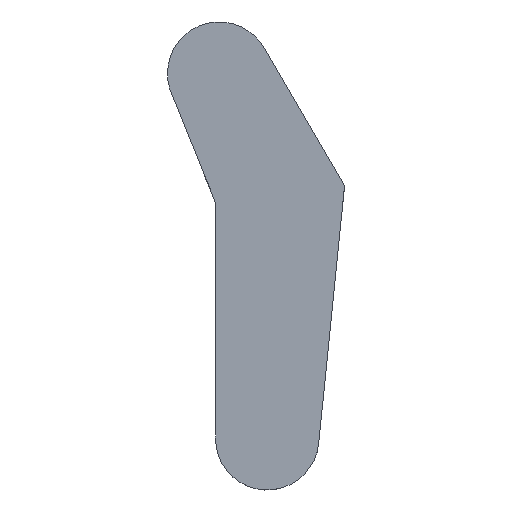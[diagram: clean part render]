
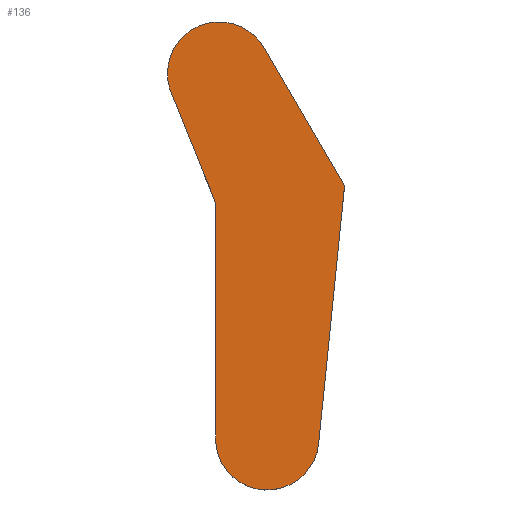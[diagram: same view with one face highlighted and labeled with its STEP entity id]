
A CAD part, top view. The second image highlights one B-rep face of the part: STEP entity #136.
In plain terms, the highlighted planar face has unit normal (0, 0, 1).
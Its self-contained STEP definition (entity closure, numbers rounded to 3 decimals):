
#3 = DIRECTION ( 'NONE',  ( 1., 0., 0. ) ) ;
#6 = CARTESIAN_POINT ( 'NONE',  ( 48.359, 3.647, 5. ) ) ;
#7 = DIRECTION ( 'NONE',  ( 0., 0., 1. ) ) ;
#12 = AXIS2_PLACEMENT_3D ( 'NONE', #90, #259, #68 ) ;
#18 = EDGE_CURVE ( 'NONE', #159, #266, #284, .T. ) ;
#23 = CIRCLE ( 'NONE', #135, 4.5 ) ;
#26 = EDGE_CURVE ( 'NONE', #27, #211, #291, .T. ) ;
#27 = VERTEX_POINT ( 'NONE', #280 ) ;
#34 = DIRECTION ( 'NONE',  ( 0.1, 0.995, 0. ) ) ;
#35 = DIRECTION ( 'NONE',  ( 0., 0., 1. ) ) ;
#36 = LINE ( 'NONE', #53, #275 ) ;
#37 = ORIENTED_EDGE ( 'NONE', *, *, #283, .T. ) ;
#40 = EDGE_CURVE ( 'NONE', #312, #257, #36, .T. ) ;
#53 = CARTESIAN_POINT ( 'NONE',  ( 48.382, 4.096, 5. ) ) ;
#57 = EDGE_CURVE ( 'NONE', #266, #27, #185, .T. ) ;
#61 = FACE_OUTER_BOUND ( 'NONE', #248, .T. ) ;
#68 = DIRECTION ( 'NONE',  ( 1., 0., 0. ) ) ;
#79 = DIRECTION ( 'NONE',  ( 1., 0., 0. ) ) ;
#88 = ORIENTED_EDGE ( 'NONE', *, *, #18, .T. ) ;
#90 = CARTESIAN_POINT ( 'NONE',  ( 52.859, 3.647, 5. ) ) ;
#98 = CARTESIAN_POINT ( 'NONE',  ( 48.688, 35.352, 5. ) ) ;
#99 = VECTOR ( 'NONE', #34, 1000. ) ;
#100 = EDGE_CURVE ( 'NONE', #211, #299, #265, .T. ) ;
#112 = AXIS2_PLACEMENT_3D ( 'NONE', #245, #7, #268 ) ;
#117 = CARTESIAN_POINT ( 'NONE',  ( 48.382, 24.096, 5. ) ) ;
#123 = CARTESIAN_POINT ( 'NONE',  ( 52.729, 37.332, 5. ) ) ;
#129 = DIRECTION ( 'NONE',  ( 0., 0., 1. ) ) ;
#135 = AXIS2_PLACEMENT_3D ( 'NONE', #270, #129, #293 ) ;
#136 = ADVANCED_FACE ( 'NONE', ( #61 ), #187, .T. ) ;
#142 = AXIS2_PLACEMENT_3D ( 'NONE', #220, #273, #3 ) ;
#145 = ORIENTED_EDGE ( 'NONE', *, *, #26, .T. ) ;
#159 = VERTEX_POINT ( 'NONE', #6 ) ;
#161 = AXIS2_PLACEMENT_3D ( 'NONE', #98, #35, #79 ) ;
#163 = EDGE_CURVE ( 'NONE', #299, #281, #23, .T. ) ;
#167 = CARTESIAN_POINT ( 'NONE',  ( 52.729, 37.332, 5. ) ) ;
#177 = CARTESIAN_POINT ( 'NONE',  ( 44.188, 35.352, 5. ) ) ;
#178 = CARTESIAN_POINT ( 'NONE',  ( 57.337, 3.198, 5. ) ) ;
#183 = VECTOR ( 'NONE', #327, 1000. ) ;
#185 = LINE ( 'NONE', #325, #99 ) ;
#187 = PLANE ( 'NONE',  #161 ) ;
#195 = ORIENTED_EDGE ( 'NONE', *, *, #40, .T. ) ;
#197 = DIRECTION ( 'NONE',  ( 0., -1., 0. ) ) ;
#202 = ORIENTED_EDGE ( 'NONE', *, *, #263, .T. ) ;
#205 = DIRECTION ( 'NONE',  ( 0.374, -0.928, 0. ) ) ;
#208 = CIRCLE ( 'NONE', #12, 4.5 ) ;
#211 = VERTEX_POINT ( 'NONE', #123 ) ;
#220 = CARTESIAN_POINT ( 'NONE',  ( 52.859, 3.647, 5. ) ) ;
#221 = ORIENTED_EDGE ( 'NONE', *, *, #163, .T. ) ;
#229 = CARTESIAN_POINT ( 'NONE',  ( 48.382, 24.096, 5. ) ) ;
#237 = LINE ( 'NONE', #229, #246 ) ;
#245 = CARTESIAN_POINT ( 'NONE',  ( 48.688, 35.352, 5. ) ) ;
#246 = VECTOR ( 'NONE', #205, 1000. ) ;
#248 = EDGE_LOOP ( 'NONE', ( #288, #221, #37, #195, #202, #88, #307, #145 ) ) ;
#257 = VERTEX_POINT ( 'NONE', #341 ) ;
#259 = DIRECTION ( 'NONE',  ( 0., 0., 1. ) ) ;
#263 = EDGE_CURVE ( 'NONE', #257, #159, #208, .T. ) ;
#265 = CIRCLE ( 'NONE', #112, 4.5 ) ;
#266 = VERTEX_POINT ( 'NONE', #178 ) ;
#268 = DIRECTION ( 'NONE',  ( 1., 0., 0. ) ) ;
#270 = CARTESIAN_POINT ( 'NONE',  ( 48.688, 35.352, 5. ) ) ;
#273 = DIRECTION ( 'NONE',  ( 0., 0., 1. ) ) ;
#275 = VECTOR ( 'NONE', #197, 1000. ) ;
#280 = CARTESIAN_POINT ( 'NONE',  ( 59.583, 25.585, 5. ) ) ;
#281 = VERTEX_POINT ( 'NONE', #287 ) ;
#283 = EDGE_CURVE ( 'NONE', #281, #312, #237, .T. ) ;
#284 = CIRCLE ( 'NONE', #142, 4.5 ) ;
#287 = CARTESIAN_POINT ( 'NONE',  ( 44.647, 33.373, 5. ) ) ;
#288 = ORIENTED_EDGE ( 'NONE', *, *, #100, .T. ) ;
#291 = LINE ( 'NONE', #167, #183 ) ;
#293 = DIRECTION ( 'NONE',  ( 1., 0., 0. ) ) ;
#299 = VERTEX_POINT ( 'NONE', #177 ) ;
#307 = ORIENTED_EDGE ( 'NONE', *, *, #57, .T. ) ;
#312 = VERTEX_POINT ( 'NONE', #117 ) ;
#325 = CARTESIAN_POINT ( 'NONE',  ( 59.583, 25.585, 5. ) ) ;
#327 = DIRECTION ( 'NONE',  ( -0.504, 0.864, 0. ) ) ;
#341 = CARTESIAN_POINT ( 'NONE',  ( 48.382, 4.096, 5. ) ) ;
